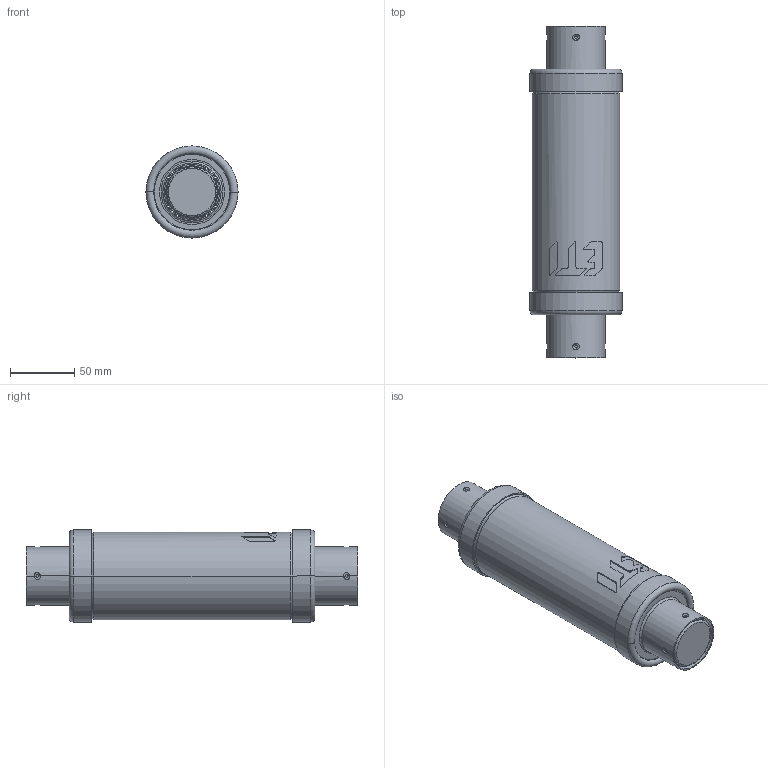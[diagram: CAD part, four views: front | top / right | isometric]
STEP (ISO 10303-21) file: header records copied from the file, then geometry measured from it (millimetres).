
FILE_DESCRIPTION((''),'2;1');
FILE_NAME('68_192_ASM','2021-04-02T',('marketing.praksa'),('Audax d.o.o.'),'CREO PARAMETRIC BY PTC INC, 2017480','CREO PARAMETRIC BY PTC INC, 2017480','');
FILE_SCHEMA(('AUTOMOTIVE_DESIGN { 1 0 10303 214 1 1 1 1 }'));
Length unit declared in the file: millimetre
Products named in the file (10): 0000032411_1_1_2_3_4_5_6_7_8_11; 0000030782_1_1_1_2; 0000061570_1_1_1_2; 0000061580_1_1_1_2; 0000069054_1_1_1; 0000069054_1_2_1; 0000069054_1_3_1; 0000069054_1_ASM_1_ASM; BASE-68-192; 68_192_ASM
Assembly tree (10 placements, depth 3):
  68_192_ASM
    0000032411_1_1_2_3_4_5_6_7_8_11
    0000030782_1_1_1_2  x2
    0000061570_1_1_1_2
    0000061580_1_1_1_2
    0000069054_1_ASM_1_ASM
      0000069054_1_1_1
      0000069054_1_2_1
      0000069054_1_3_1
    BASE-68-192
Bounding box: 71.6 x 258 x 71.6 mm (x, y, z)
Volume: 329328.9 mm3; surface area: 132291.5 mm2
Topology: 9 solids, 9 shells, 419 faces, 1092 edges, 716 vertices
Faces by surface type: cylinder 143, plane 96, bspline 96, torus 80, cone 4
Entity records: 20372 total; most frequent: CARTESIAN_POINT 7666, ORIENTED_EDGE 1672, DIRECTION 1518, PRESENTATION_STYLE_ASSIGNMENT 961, STYLED_ITEM 844, CURVE_STYLE 836, EDGE_CURVE 836, AXIS2_PLACEMENT_3D 646
